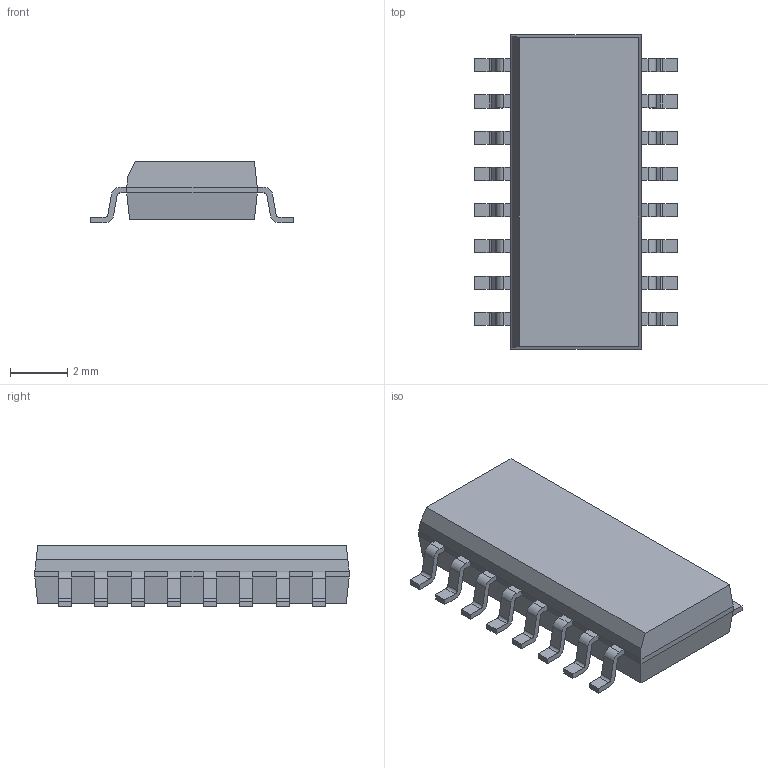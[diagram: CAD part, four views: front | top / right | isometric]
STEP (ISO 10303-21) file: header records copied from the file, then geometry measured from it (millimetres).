
FILE_DESCRIPTION((''),'2;1');
FILE_NAME('SOIC127P686X216-16N.stp','2012-10-02T13:26:47',(''),(''),'Mechanical Desktop 2011','Mechanical Desktop 2011',', , ');
FILE_SCHEMA(('AUTOMOTIVE_DESIGN { 1 2 10303 214 1 1 1 1 }'));
Length unit declared in the file: millimetre
Products named in the file (1): Product
Bounding box: 7.11 x 11.02 x 2.16 mm (x, y, z)
Volume: 102 mm3; surface area: 201.8 mm2
Topology: 17 solids, 17 shells, 239 faces, 607 edges, 402 vertices
Faces by surface type: bspline 112, plane 95, cylinder 32
Entity records: 7617 total; most frequent: CARTESIAN_POINT 2033, ORIENTED_EDGE 1214, DIRECTION 991, EDGE_CURVE 607, VECTOR 479, LINE 479, VERTEX_POINT 402, AXIS2_PLACEMENT_3D 256
